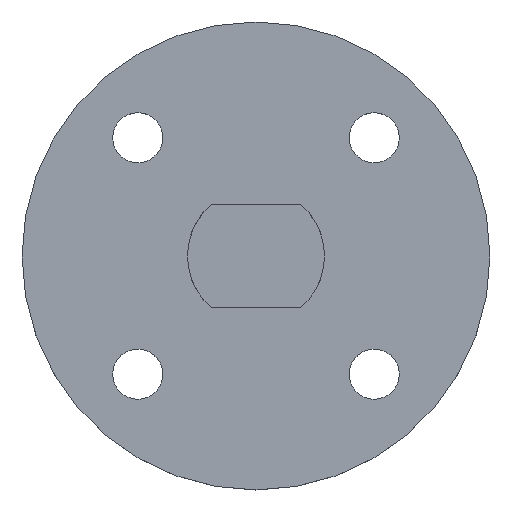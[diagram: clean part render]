
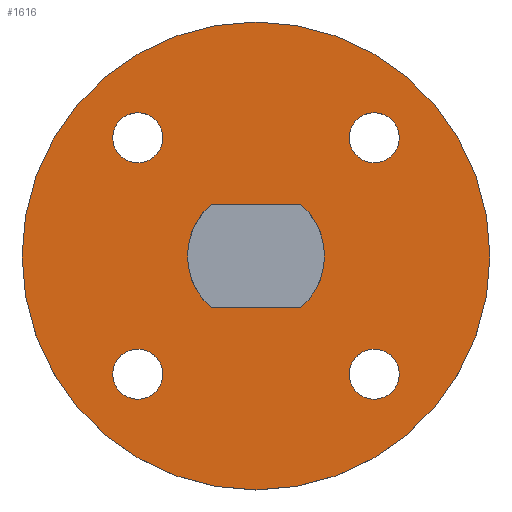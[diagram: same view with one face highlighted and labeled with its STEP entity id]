
A CAD part, top view. The second image highlights one B-rep face of the part: STEP entity #1616.
In plain terms, the highlighted planar face has unit normal (0, 0, 1).
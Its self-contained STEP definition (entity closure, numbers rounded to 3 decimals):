
#19 = EDGE_LOOP ( 'NONE', ( #1305, #1051 ) ) ;
#21 = FACE_BOUND ( 'NONE', #1288, .T. ) ;
#24 = DIRECTION ( 'NONE',  ( -1., 0., 0. ) ) ;
#34 = CIRCLE ( 'NONE', #418, 1.5 ) ;
#68 = VERTEX_POINT ( 'NONE', #347 ) ;
#73 = EDGE_CURVE ( 'NONE', #396, #1003, #1352, .T. ) ;
#75 = CIRCLE ( 'NONE', #529, 1.5 ) ;
#92 = CIRCLE ( 'NONE', #1060, 4.1 ) ;
#102 = AXIS2_PLACEMENT_3D ( 'NONE', #1149, #226, #1310 ) ;
#121 = EDGE_CURVE ( 'NONE', #996, #1631, #517, .T. ) ;
#136 = VERTEX_POINT ( 'NONE', #684 ) ;
#148 = CARTESIAN_POINT ( 'NONE',  ( -2.683, -3.1, 2. ) ) ;
#205 = VERTEX_POINT ( 'NONE', #1523 ) ;
#215 = EDGE_CURVE ( 'NONE', #1483, #205, #1666, .T. ) ;
#222 = EDGE_LOOP ( 'NONE', ( #773, #1295, #749, #1292, #579 ) ) ;
#226 = DIRECTION ( 'NONE',  ( 0., 0., 1. ) ) ;
#272 = DIRECTION ( 'NONE',  ( 1., 0., 0. ) ) ;
#278 = ORIENTED_EDGE ( 'NONE', *, *, #346, .T. ) ;
#280 = FACE_OUTER_BOUND ( 'NONE', #1166, .T. ) ;
#282 = DIRECTION ( 'NONE',  ( 1., 0., 0. ) ) ;
#343 = ORIENTED_EDGE ( 'NONE', *, *, #73, .F. ) ;
#346 = EDGE_CURVE ( 'NONE', #824, #706, #1648, .T. ) ;
#347 = CARTESIAN_POINT ( 'NONE',  ( 8.571, 7.071, 2. ) ) ;
#350 = DIRECTION ( 'NONE',  ( 0., 0., 1. ) ) ;
#367 = CARTESIAN_POINT ( 'NONE',  ( 7.071, -7.071, 2. ) ) ;
#370 = EDGE_CURVE ( 'NONE', #1483, #996, #640, .T. ) ;
#373 = CARTESIAN_POINT ( 'NONE',  ( -7.071, -7.071, 2. ) ) ;
#392 = DIRECTION ( 'NONE',  ( 0., 0., 1. ) ) ;
#394 = VERTEX_POINT ( 'NONE', #1135 ) ;
#396 = VERTEX_POINT ( 'NONE', #1685 ) ;
#415 = FACE_BOUND ( 'NONE', #719, .T. ) ;
#417 = AXIS2_PLACEMENT_3D ( 'NONE', #1010, #1250, #983 ) ;
#418 = AXIS2_PLACEMENT_3D ( 'NONE', #974, #1085, #272 ) ;
#436 = FACE_BOUND ( 'NONE', #19, .T. ) ;
#447 = DIRECTION ( 'NONE',  ( 1., 0., 0. ) ) ;
#459 = EDGE_CURVE ( 'NONE', #1025, #136, #1588, .T. ) ;
#498 = DIRECTION ( 'NONE',  ( 1., 0., 0. ) ) ;
#517 = LINE ( 'NONE', #811, #1208 ) ;
#529 = AXIS2_PLACEMENT_3D ( 'NONE', #736, #761, #1306 ) ;
#541 = CARTESIAN_POINT ( 'NONE',  ( 2.683, 3.1, 2. ) ) ;
#550 = CARTESIAN_POINT ( 'NONE',  ( -7.071, 7.071, 2. ) ) ;
#568 = EDGE_CURVE ( 'NONE', #394, #68, #1498, .T. ) ;
#579 = ORIENTED_EDGE ( 'NONE', *, *, #370, .T. ) ;
#606 = AXIS2_PLACEMENT_3D ( 'NONE', #661, #1340, #1618 ) ;
#607 = VERTEX_POINT ( 'NONE', #1040 ) ;
#621 = DIRECTION ( 'NONE',  ( -1., 0., 0. ) ) ;
#640 = CIRCLE ( 'NONE', #417, 4.1 ) ;
#661 = CARTESIAN_POINT ( 'NONE',  ( 0., 0., 2. ) ) ;
#668 = PLANE ( 'NONE',  #1707 ) ;
#679 = CARTESIAN_POINT ( 'NONE',  ( 0., 0., 2. ) ) ;
#684 = CARTESIAN_POINT ( 'NONE',  ( -8.571, -7.071, 2. ) ) ;
#690 = CIRCLE ( 'NONE', #606, 4.1 ) ;
#701 = DIRECTION ( 'NONE',  ( 1., 0., 0. ) ) ;
#703 = CARTESIAN_POINT ( 'NONE',  ( 0., 0., 2. ) ) ;
#705 = AXIS2_PLACEMENT_3D ( 'NONE', #679, #1729, #498 ) ;
#706 = VERTEX_POINT ( 'NONE', #1072 ) ;
#719 = EDGE_LOOP ( 'NONE', ( #822, #1677 ) ) ;
#728 = AXIS2_PLACEMENT_3D ( 'NONE', #367, #1638, #1772 ) ;
#736 = CARTESIAN_POINT ( 'NONE',  ( 7.071, 7.071, 2. ) ) ;
#749 = ORIENTED_EDGE ( 'NONE', *, *, #1409, .F. ) ;
#754 = DIRECTION ( 'NONE',  ( 0., 0., 1. ) ) ;
#761 = DIRECTION ( 'NONE',  ( 0., 0., 1. ) ) ;
#773 = ORIENTED_EDGE ( 'NONE', *, *, #121, .T. ) ;
#787 = AXIS2_PLACEMENT_3D ( 'NONE', #703, #1675, #447 ) ;
#805 = EDGE_CURVE ( 'NONE', #706, #824, #1563, .T. ) ;
#808 = DIRECTION ( 'NONE',  ( 1., 0., 0. ) ) ;
#811 = CARTESIAN_POINT ( 'NONE',  ( 0., -3.1, 2. ) ) ;
#813 = AXIS2_PLACEMENT_3D ( 'NONE', #373, #1590, #701 ) ;
#822 = ORIENTED_EDGE ( 'NONE', *, *, #1015, .F. ) ;
#824 = VERTEX_POINT ( 'NONE', #1400 ) ;
#826 = FACE_BOUND ( 'NONE', #222, .T. ) ;
#867 = VERTEX_POINT ( 'NONE', #970 ) ;
#868 = DIRECTION ( 'NONE',  ( 1., 0., 0. ) ) ;
#877 = DIRECTION ( 'NONE',  ( 1., 0., 0. ) ) ;
#885 = CARTESIAN_POINT ( 'NONE',  ( -7.071, -7.071, 2. ) ) ;
#950 = DIRECTION ( 'NONE',  ( 0., 0., 1. ) ) ;
#970 = CARTESIAN_POINT ( 'NONE',  ( -8.571, 7.071, 2. ) ) ;
#974 = CARTESIAN_POINT ( 'NONE',  ( 7.071, -7.071, 2. ) ) ;
#983 = DIRECTION ( 'NONE',  ( -1., 0., 0. ) ) ;
#996 = VERTEX_POINT ( 'NONE', #1558 ) ;
#1003 = VERTEX_POINT ( 'NONE', #1697 ) ;
#1010 = CARTESIAN_POINT ( 'NONE',  ( 0., 0., 2. ) ) ;
#1015 = EDGE_CURVE ( 'NONE', #867, #607, #1620, .T. ) ;
#1025 = VERTEX_POINT ( 'NONE', #1171 ) ;
#1040 = CARTESIAN_POINT ( 'NONE',  ( -5.571, 7.071, 2. ) ) ;
#1051 = ORIENTED_EDGE ( 'NONE', *, *, #1075, .F. ) ;
#1056 = CARTESIAN_POINT ( 'NONE',  ( 0., 0., 2. ) ) ;
#1060 = AXIS2_PLACEMENT_3D ( 'NONE', #1056, #754, #621 ) ;
#1061 = ORIENTED_EDGE ( 'NONE', *, *, #805, .T. ) ;
#1072 = CARTESIAN_POINT ( 'NONE',  ( 14., 0., 2. ) ) ;
#1075 = EDGE_CURVE ( 'NONE', #68, #394, #75, .T. ) ;
#1078 = ORIENTED_EDGE ( 'NONE', *, *, #1087, .F. ) ;
#1085 = DIRECTION ( 'NONE',  ( 0., 0., 1. ) ) ;
#1087 = EDGE_CURVE ( 'NONE', #136, #1025, #1214, .T. ) ;
#1107 = CARTESIAN_POINT ( 'NONE',  ( 0., 3.1, 2. ) ) ;
#1135 = CARTESIAN_POINT ( 'NONE',  ( 5.571, 7.071, 2. ) ) ;
#1149 = CARTESIAN_POINT ( 'NONE',  ( 7.071, 7.071, 2. ) ) ;
#1166 = EDGE_LOOP ( 'NONE', ( #278, #1061 ) ) ;
#1171 = CARTESIAN_POINT ( 'NONE',  ( -5.571, -7.071, 2. ) ) ;
#1208 = VECTOR ( 'NONE', #1229, 1000. ) ;
#1214 = CIRCLE ( 'NONE', #1530, 1.5 ) ;
#1229 = DIRECTION ( 'NONE',  ( -1., 0., 0. ) ) ;
#1244 = CARTESIAN_POINT ( 'NONE',  ( -4.1, 0., 2. ) ) ;
#1250 = DIRECTION ( 'NONE',  ( 0., 0., -1. ) ) ;
#1288 = EDGE_LOOP ( 'NONE', ( #1078, #1432 ) ) ;
#1292 = ORIENTED_EDGE ( 'NONE', *, *, #215, .F. ) ;
#1295 = ORIENTED_EDGE ( 'NONE', *, *, #1348, .F. ) ;
#1305 = ORIENTED_EDGE ( 'NONE', *, *, #568, .F. ) ;
#1306 = DIRECTION ( 'NONE',  ( 1., 0., 0. ) ) ;
#1310 = DIRECTION ( 'NONE',  ( 1., 0., 0. ) ) ;
#1327 = AXIS2_PLACEMENT_3D ( 'NONE', #1584, #350, #868 ) ;
#1340 = DIRECTION ( 'NONE',  ( 0., 0., 1. ) ) ;
#1348 = EDGE_CURVE ( 'NONE', #1598, #1631, #92, .T. ) ;
#1352 = CIRCLE ( 'NONE', #728, 1.5 ) ;
#1396 = ORIENTED_EDGE ( 'NONE', *, *, #1491, .F. ) ;
#1400 = CARTESIAN_POINT ( 'NONE',  ( -14., 0., 2. ) ) ;
#1409 = EDGE_CURVE ( 'NONE', #205, #1598, #690, .T. ) ;
#1416 = VECTOR ( 'NONE', #24, 1000. ) ;
#1429 = EDGE_CURVE ( 'NONE', #607, #867, #1579, .T. ) ;
#1432 = ORIENTED_EDGE ( 'NONE', *, *, #459, .F. ) ;
#1475 = FACE_BOUND ( 'NONE', #1582, .T. ) ;
#1483 = VERTEX_POINT ( 'NONE', #541 ) ;
#1485 = CARTESIAN_POINT ( 'NONE',  ( 0., 0., 2. ) ) ;
#1491 = EDGE_CURVE ( 'NONE', #1003, #396, #34, .T. ) ;
#1498 = CIRCLE ( 'NONE', #102, 1.5 ) ;
#1523 = CARTESIAN_POINT ( 'NONE',  ( -2.683, 3.1, 2. ) ) ;
#1530 = AXIS2_PLACEMENT_3D ( 'NONE', #885, #1712, #877 ) ;
#1558 = CARTESIAN_POINT ( 'NONE',  ( 2.683, -3.1, 2. ) ) ;
#1563 = CIRCLE ( 'NONE', #705, 14. ) ;
#1574 = AXIS2_PLACEMENT_3D ( 'NONE', #550, #392, #282 ) ;
#1579 = CIRCLE ( 'NONE', #1574, 1.5 ) ;
#1582 = EDGE_LOOP ( 'NONE', ( #1396, #343 ) ) ;
#1584 = CARTESIAN_POINT ( 'NONE',  ( -7.071, 7.071, 2. ) ) ;
#1588 = CIRCLE ( 'NONE', #813, 1.5 ) ;
#1590 = DIRECTION ( 'NONE',  ( 0., 0., 1. ) ) ;
#1598 = VERTEX_POINT ( 'NONE', #1244 ) ;
#1616 = ADVANCED_FACE ( 'NONE', ( #21, #415, #280, #436, #1475, #826 ), #668, .T. ) ;
#1618 = DIRECTION ( 'NONE',  ( -1., 0., 0. ) ) ;
#1620 = CIRCLE ( 'NONE', #1327, 1.5 ) ;
#1631 = VERTEX_POINT ( 'NONE', #148 ) ;
#1638 = DIRECTION ( 'NONE',  ( 0., 0., 1. ) ) ;
#1648 = CIRCLE ( 'NONE', #787, 14. ) ;
#1666 = LINE ( 'NONE', #1107, #1416 ) ;
#1675 = DIRECTION ( 'NONE',  ( 0., 0., 1. ) ) ;
#1677 = ORIENTED_EDGE ( 'NONE', *, *, #1429, .F. ) ;
#1685 = CARTESIAN_POINT ( 'NONE',  ( 8.571, -7.071, 2. ) ) ;
#1697 = CARTESIAN_POINT ( 'NONE',  ( 5.571, -7.071, 2. ) ) ;
#1707 = AXIS2_PLACEMENT_3D ( 'NONE', #1485, #950, #808 ) ;
#1712 = DIRECTION ( 'NONE',  ( 0., 0., 1. ) ) ;
#1729 = DIRECTION ( 'NONE',  ( 0., 0., 1. ) ) ;
#1772 = DIRECTION ( 'NONE',  ( 1., 0., 0. ) ) ;
